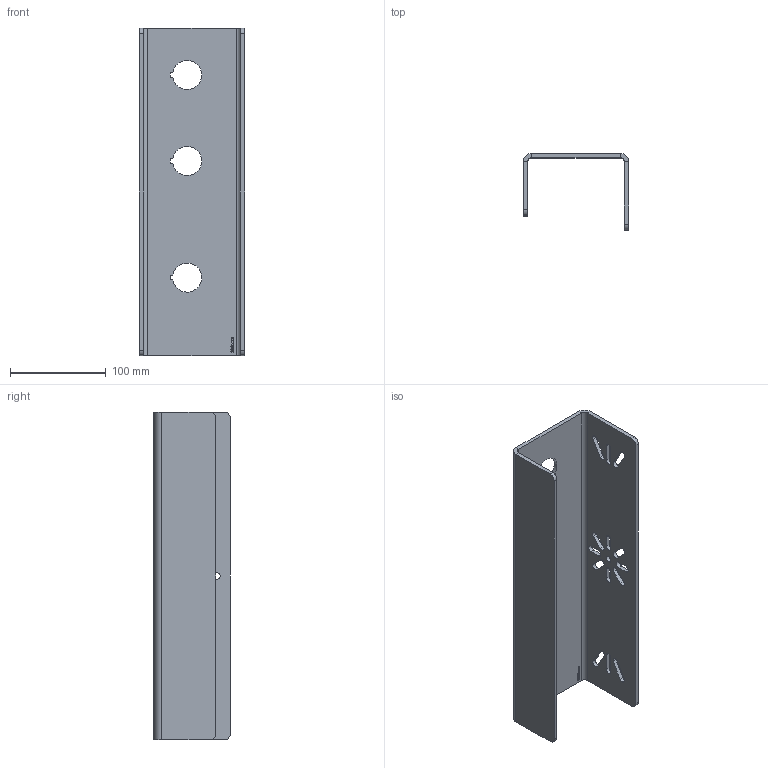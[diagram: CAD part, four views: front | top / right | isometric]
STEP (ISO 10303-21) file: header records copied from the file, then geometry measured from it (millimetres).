
FILE_DESCRIPTION((''),'2;1');
FILE_NAME('218387_ASM','2020-07-16T13:10:17',('PDMAdmin'),('BANNER ENGINEERING'),'CREO PARAMETRIC BY PTC INC, 2019292','CREO PARAMETRIC BY PTC INC, 2019292','');
FILE_SCHEMA(('CONFIG_CONTROL_DESIGN'));
Length unit declared in the file: millimetre
Products named in the file (2): 212786; 218387_ASM
Assembly tree (1 placements, depth 2):
  218387_ASM
    212786
Bounding box: 109.9 x 80 x 342.9 mm (x, y, z)
Volume: 328899.4 mm3; surface area: 165976.2 mm2
Topology: 1 solids, 1 shells, 279 faces, 788 edges, 520 vertices
Faces by surface type: plane 238, cylinder 41
Entity records: 9035 total; most frequent: CARTESIAN_POINT 1590, ORIENTED_EDGE 1576, DIRECTION 1434, EDGE_CURVE 788, VECTOR 706, LINE 706, VERTEX_POINT 520, AXIS2_PLACEMENT_3D 364
